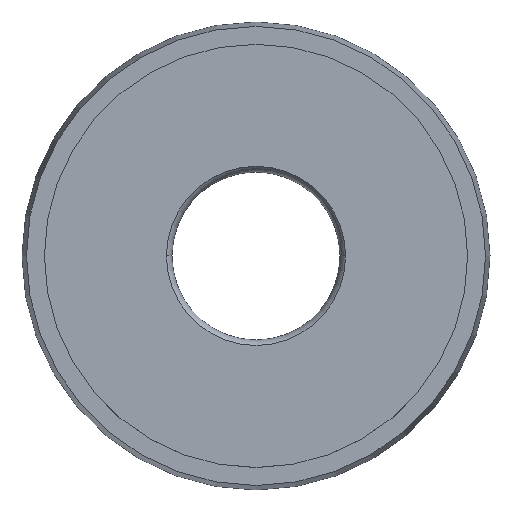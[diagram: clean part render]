
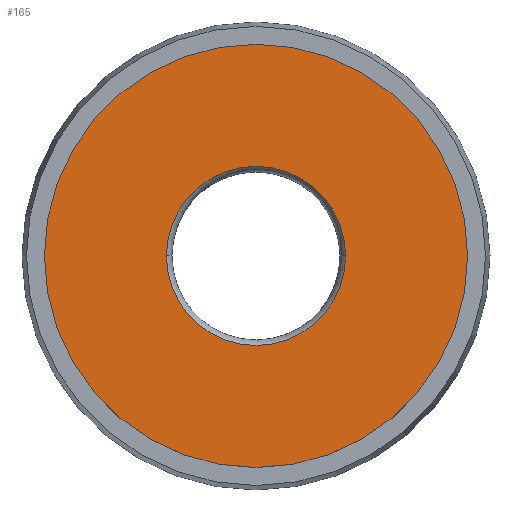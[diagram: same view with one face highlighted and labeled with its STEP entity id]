
A CAD part, top view. The second image highlights one B-rep face of the part: STEP entity #165.
In plain terms, the highlighted planar face has unit normal (0, 0, 1).
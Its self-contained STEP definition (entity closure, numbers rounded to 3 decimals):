
#3 = CARTESIAN_POINT ( 'NONE',  ( -9.45, 0., 0. ) ) ;
#15 = EDGE_CURVE ( 'NONE', #197, #330, #455, .T. ) ;
#27 = EDGE_LOOP ( 'NONE', ( #96, #630 ) ) ;
#34 = DIRECTION ( 'NONE',  ( 0., 0., 1. ) ) ;
#35 = CARTESIAN_POINT ( 'NONE',  ( 0., 0., 0. ) ) ;
#58 = CIRCLE ( 'NONE', #226, 4. ) ;
#60 = CARTESIAN_POINT ( 'NONE',  ( 0., 0., 0. ) ) ;
#84 = DIRECTION ( 'NONE',  ( 0., 0., 1. ) ) ;
#96 = ORIENTED_EDGE ( 'NONE', *, *, #597, .F. ) ;
#100 = CIRCLE ( 'NONE', #169, 9.45 ) ;
#112 = VERTEX_POINT ( 'NONE', #502 ) ;
#159 = AXIS2_PLACEMENT_3D ( 'NONE', #637, #539, #245 ) ;
#165 = ADVANCED_FACE ( 'NONE', ( #208, #348 ), #307, .F. ) ;
#169 = AXIS2_PLACEMENT_3D ( 'NONE', #384, #327, #530 ) ;
#197 = VERTEX_POINT ( 'NONE', #3 ) ;
#205 = AXIS2_PLACEMENT_3D ( 'NONE', #35, #34, #534 ) ;
#208 = FACE_BOUND ( 'NONE', #27, .T. ) ;
#226 = AXIS2_PLACEMENT_3D ( 'NONE', #484, #84, #624 ) ;
#245 = DIRECTION ( 'NONE',  ( 1., 0., 0. ) ) ;
#253 = AXIS2_PLACEMENT_3D ( 'NONE', #60, #261, #462 ) ;
#261 = DIRECTION ( 'NONE',  ( 0., 0., -1. ) ) ;
#273 = CARTESIAN_POINT ( 'NONE',  ( -4., 0., 0. ) ) ;
#282 = VERTEX_POINT ( 'NONE', #273 ) ;
#297 = ORIENTED_EDGE ( 'NONE', *, *, #15, .T. ) ;
#307 = PLANE ( 'NONE',  #253 ) ;
#327 = DIRECTION ( 'NONE',  ( 0., 0., 1. ) ) ;
#330 = VERTEX_POINT ( 'NONE', #617 ) ;
#348 = FACE_OUTER_BOUND ( 'NONE', #611, .T. ) ;
#375 = EDGE_CURVE ( 'NONE', #282, #112, #397, .T. ) ;
#384 = CARTESIAN_POINT ( 'NONE',  ( 0., 0., 0. ) ) ;
#397 = CIRCLE ( 'NONE', #205, 4. ) ;
#443 = EDGE_CURVE ( 'NONE', #330, #197, #100, .T. ) ;
#455 = CIRCLE ( 'NONE', #159, 9.45 ) ;
#462 = DIRECTION ( 'NONE',  ( -1., 0., 0. ) ) ;
#484 = CARTESIAN_POINT ( 'NONE',  ( 0., 0., 0. ) ) ;
#502 = CARTESIAN_POINT ( 'NONE',  ( 4., 0., 0. ) ) ;
#530 = DIRECTION ( 'NONE',  ( 1., 0., 0. ) ) ;
#534 = DIRECTION ( 'NONE',  ( 1., 0., 0. ) ) ;
#539 = DIRECTION ( 'NONE',  ( 0., 0., 1. ) ) ;
#560 = ORIENTED_EDGE ( 'NONE', *, *, #443, .T. ) ;
#597 = EDGE_CURVE ( 'NONE', #112, #282, #58, .T. ) ;
#611 = EDGE_LOOP ( 'NONE', ( #560, #297 ) ) ;
#617 = CARTESIAN_POINT ( 'NONE',  ( 9.45, 0., 0. ) ) ;
#624 = DIRECTION ( 'NONE',  ( 1., 0., 0. ) ) ;
#630 = ORIENTED_EDGE ( 'NONE', *, *, #375, .F. ) ;
#637 = CARTESIAN_POINT ( 'NONE',  ( 0., 0., 0. ) ) ;
